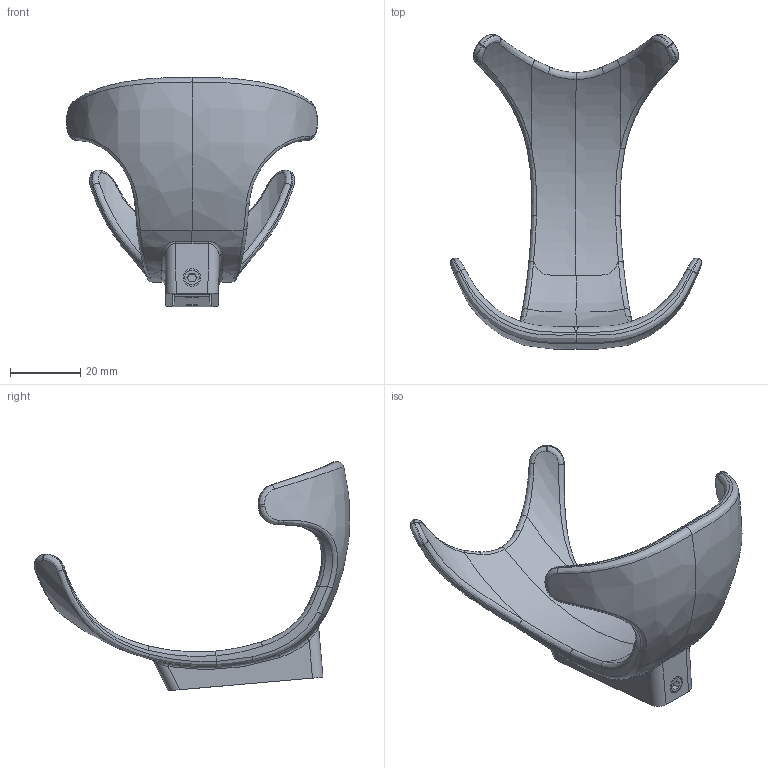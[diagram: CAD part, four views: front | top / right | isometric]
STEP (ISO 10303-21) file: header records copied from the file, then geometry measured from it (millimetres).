
FILE_DESCRIPTION(('Creo Elements/Direct Modeling STEP Export'),'2;1');
FILE_NAME('2620.stp','2023-07-17T15:39:40',(''),(''),'Creo Elements/Direct Modeling STEP processor for AP214 (Solid Model)','Creo Elements/Direct Modeling 20.0 12-Nov-2016 (C) Parametric Technology GmbH','');
FILE_SCHEMA(('AUTOMOTIVE_DESIGN { 1 0 10303 214 1 1 1 1 }'));
Length unit declared in the file: millimetre
Products named in the file (5): Montageteil; ZN-12073; ZN-12072; D914M5X10S1; ZN-12009
Assembly tree (4 placements, depth 3):
  ZN-12009
    D914M5X10S1
    ZN-12072
    ZN-12073
      Montageteil
Bounding box: 71.57 x 89.86 x 65.39 mm (x, y, z)
Volume: 23681.3 mm3; surface area: 15007.3 mm2
Topology: 3 solids, 3 shells, 608 faces, 1685 edges, 1095 vertices
Faces by surface type: plane 457, bspline 98, cylinder 31, cone 14, torus 6, extrusion 2
Entity records: 52886 total; most frequent: CARTESIAN_POINT 37606, ORIENTED_EDGE 3364, DIRECTION 3158, EDGE_CURVE 1682, AXIS2_PLACEMENT_3D 1282, VERTEX_POINT 1095, ELLIPSE 695, EDGE_LOOP 629
